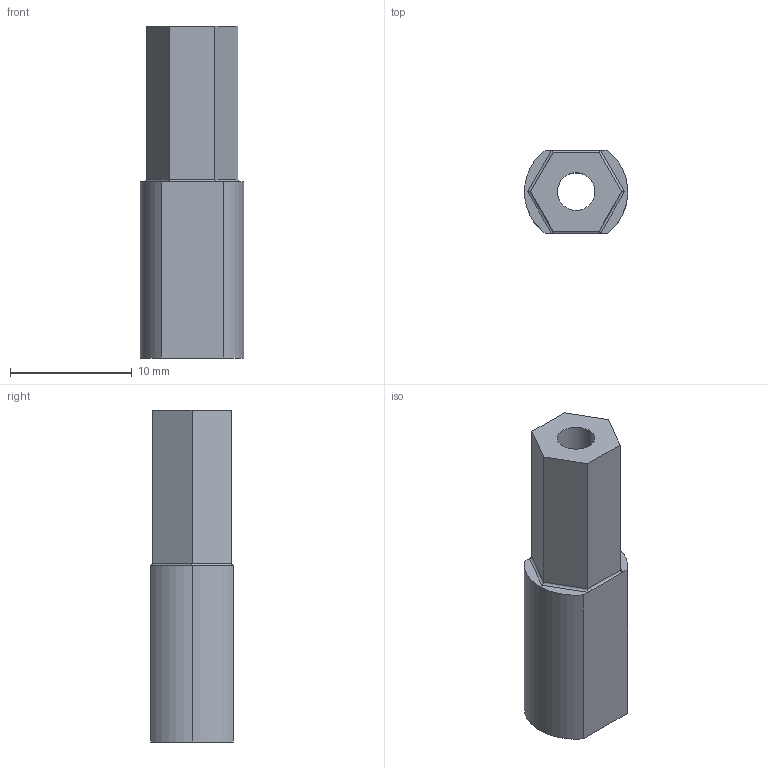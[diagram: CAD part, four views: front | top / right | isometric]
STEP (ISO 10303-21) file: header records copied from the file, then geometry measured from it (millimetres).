
FILE_DESCRIPTION (( 'STEP AP203' ), '1' );
FILE_NAME ('薊粣ん.STEP', '2023-07-15T13:00:16', ( '' ), ( '' ), 'SwSTEP 2.0', 'SolidWorks 2021', '' );
FILE_SCHEMA (( 'CONFIG_CONTROL_DESIGN' ));
Length unit declared in the file: millimetre
Products named in the file (1): 薊粣ん
Bounding box: 8.48 x 6.8 x 27.3 mm (x, y, z)
Volume: 901.5 mm3; surface area: 1071.4 mm2
Topology: 1 solids, 1 shells, 29 faces, 72 edges, 46 vertices
Faces by surface type: plane 15, cylinder 14
Entity records: 955 total; most frequent: CARTESIAN_POINT 194, ORIENTED_EDGE 144, DIRECTION 138, EDGE_CURVE 72, VECTOR 46, VERTEX_POINT 46, AXIS2_PLACEMENT_3D 46, LINE 46
